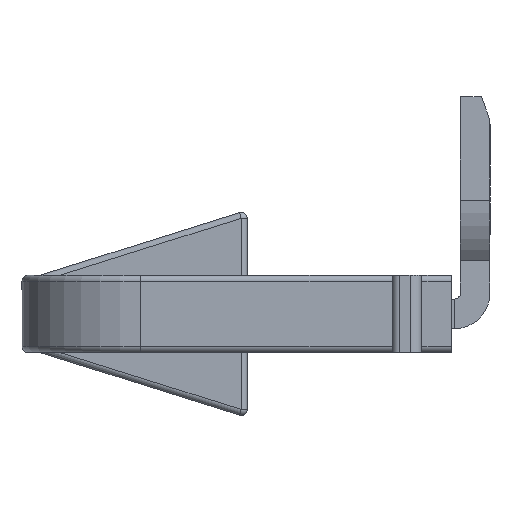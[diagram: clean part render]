
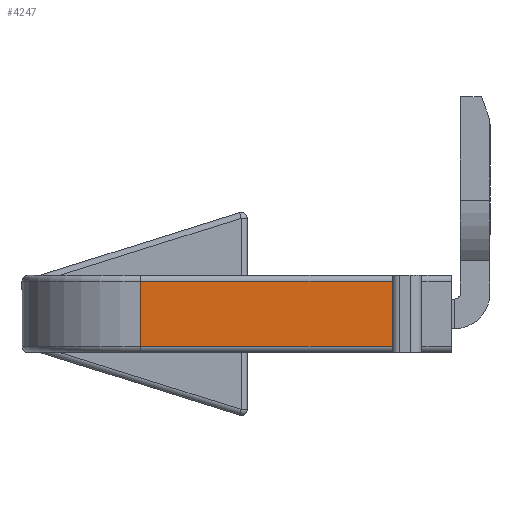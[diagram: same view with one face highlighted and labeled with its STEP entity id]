
A CAD part, left-side view. The second image highlights one B-rep face of the part: STEP entity #4247.
In plain terms, the highlighted planar face has unit normal (-1, 0, 0).
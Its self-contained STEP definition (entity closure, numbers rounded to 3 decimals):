
#222 = EDGE_LOOP ( 'NONE', ( #10545, #11214, #8213, #10409 ) ) ;
#291 = VECTOR ( 'NONE', #487, 1000. ) ;
#487 = DIRECTION ( 'NONE',  ( 0., -1., 0. ) ) ;
#492 = LINE ( 'NONE', #713, #291 ) ;
#564 = CARTESIAN_POINT ( 'NONE',  ( -48.646, 16.13, -4.919 ) ) ;
#713 = CARTESIAN_POINT ( 'NONE',  ( -48.646, 20.13, -4.919 ) ) ;
#1279 = CARTESIAN_POINT ( 'NONE',  ( -48.646, 7.63, -2.719 ) ) ;
#1613 = DIRECTION ( 'NONE',  ( 0., 1., 0. ) ) ;
#1809 = CARTESIAN_POINT ( 'NONE',  ( -48.646, 20.13, -2.719 ) ) ;
#1906 = VERTEX_POINT ( 'NONE', #5087 ) ;
#2058 = VERTEX_POINT ( 'NONE', #1279 ) ;
#2138 = AXIS2_PLACEMENT_3D ( 'NONE', #5877, #2344, #2333 ) ;
#2333 = DIRECTION ( 'NONE',  ( 0., 0., -1. ) ) ;
#2344 = DIRECTION ( 'NONE',  ( 1., 0., 0. ) ) ;
#2347 = LINE ( 'NONE', #1809, #10602 ) ;
#3181 = EDGE_CURVE ( 'NONE', #4477, #1906, #492, .T. ) ;
#4247 = ADVANCED_FACE ( 'NONE', ( #6988 ), #6103, .F. ) ;
#4477 = VERTEX_POINT ( 'NONE', #564 ) ;
#5087 = CARTESIAN_POINT ( 'NONE',  ( -48.646, 7.63, -4.919 ) ) ;
#5608 = EDGE_CURVE ( 'NONE', #1906, #2058, #8434, .T. ) ;
#5683 = EDGE_CURVE ( 'NONE', #5811, #4477, #7324, .T. ) ;
#5811 = VERTEX_POINT ( 'NONE', #6663 ) ;
#5877 = CARTESIAN_POINT ( 'NONE',  ( -48.646, 20.13, -5.119 ) ) ;
#6103 = PLANE ( 'NONE',  #2138 ) ;
#6323 = EDGE_CURVE ( 'NONE', #2058, #5811, #2347, .T. ) ;
#6663 = CARTESIAN_POINT ( 'NONE',  ( -48.646, 16.13, -2.719 ) ) ;
#6988 = FACE_OUTER_BOUND ( 'NONE', #222, .T. ) ;
#7244 = VECTOR ( 'NONE', #7335, 1000. ) ;
#7324 = LINE ( 'NONE', #7584, #7244 ) ;
#7335 = DIRECTION ( 'NONE',  ( 0., 0., -1. ) ) ;
#7584 = CARTESIAN_POINT ( 'NONE',  ( -48.646, 16.13, -5.119 ) ) ;
#8047 = DIRECTION ( 'NONE',  ( 0., 0., 1. ) ) ;
#8073 = CARTESIAN_POINT ( 'NONE',  ( -48.646, 7.63, -5.119 ) ) ;
#8213 = ORIENTED_EDGE ( 'NONE', *, *, #5608, .T. ) ;
#8353 = VECTOR ( 'NONE', #8047, 1000. ) ;
#8434 = LINE ( 'NONE', #8073, #8353 ) ;
#10409 = ORIENTED_EDGE ( 'NONE', *, *, #6323, .T. ) ;
#10545 = ORIENTED_EDGE ( 'NONE', *, *, #5683, .T. ) ;
#10602 = VECTOR ( 'NONE', #1613, 1000. ) ;
#11214 = ORIENTED_EDGE ( 'NONE', *, *, #3181, .T. ) ;
